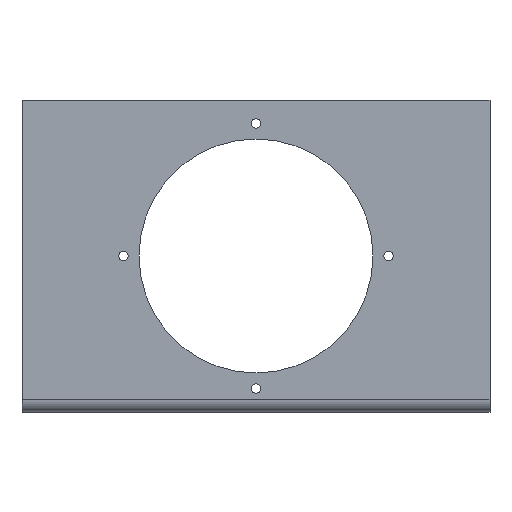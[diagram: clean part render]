
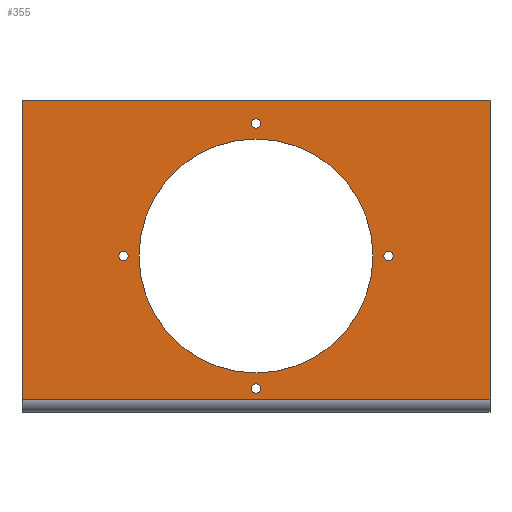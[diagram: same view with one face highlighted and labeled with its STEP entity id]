
A CAD part, left-side view. The second image highlights one B-rep face of the part: STEP entity #355.
In plain terms, the highlighted planar face has unit normal (-1, 0, 0).
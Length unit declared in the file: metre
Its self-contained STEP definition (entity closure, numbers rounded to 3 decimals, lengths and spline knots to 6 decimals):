
#20=CIRCLE('',#384,0.003);
#22=CIRCLE('',#387,0.003);
#24=CIRCLE('',#390,0.003);
#26=CIRCLE('',#393,0.003);
#28=CIRCLE('',#396,0.075);
#69=ORIENTED_EDGE('',*,*,#139,.F.);
#70=ORIENTED_EDGE('',*,*,#141,.F.);
#71=ORIENTED_EDGE('',*,*,#143,.F.);
#72=ORIENTED_EDGE('',*,*,#145,.F.);
#73=ORIENTED_EDGE('',*,*,#147,.F.);
#74=ORIENTED_EDGE('',*,*,#138,.F.);
#75=ORIENTED_EDGE('',*,*,#150,.F.);
#76=ORIENTED_EDGE('',*,*,#134,.T.);
#77=ORIENTED_EDGE('',*,*,#151,.T.);
#134=EDGE_CURVE('',#174,#176,#206,.T.);
#138=EDGE_CURVE('',#180,#178,#210,.T.);
#139=EDGE_CURVE('',#181,#181,#20,.T.);
#141=EDGE_CURVE('',#183,#183,#22,.T.);
#143=EDGE_CURVE('',#185,#185,#24,.T.);
#145=EDGE_CURVE('',#187,#187,#26,.T.);
#147=EDGE_CURVE('',#189,#189,#28,.T.);
#150=EDGE_CURVE('',#174,#180,#212,.T.);
#151=EDGE_CURVE('',#176,#178,#213,.T.);
#174=VERTEX_POINT('',#528);
#176=VERTEX_POINT('',#532);
#178=VERTEX_POINT('',#537);
#180=VERTEX_POINT('',#541);
#181=VERTEX_POINT('',#545);
#183=VERTEX_POINT('',#550);
#185=VERTEX_POINT('',#555);
#187=VERTEX_POINT('',#560);
#189=VERTEX_POINT('',#565);
#206=LINE('',#533,#230);
#210=LINE('',#542,#234);
#212=LINE('',#570,#236);
#213=LINE('',#572,#237);
#230=VECTOR('',#427,1.);
#234=VECTOR('',#433,1.);
#236=VECTOR('',#467,1.);
#237=VECTOR('',#470,1.);
#264=EDGE_LOOP('',(#69));
#265=EDGE_LOOP('',(#70));
#266=EDGE_LOOP('',(#71));
#267=EDGE_LOOP('',(#72));
#268=EDGE_LOOP('',(#73));
#269=EDGE_LOOP('',(#74,#75,#76,#77));
#306=FACE_BOUND('',#264,.T.);
#307=FACE_BOUND('',#265,.T.);
#308=FACE_BOUND('',#266,.T.);
#309=FACE_BOUND('',#267,.T.);
#310=FACE_BOUND('',#268,.T.);
#311=FACE_BOUND('',#269,.T.);
#338=PLANE('',#399);
#355=ADVANCED_FACE('',(#306,#307,#308,#309,#310,#311),#338,.T.);
#384=AXIS2_PLACEMENT_3D('',#544,#436,#437);
#387=AXIS2_PLACEMENT_3D('',#549,#442,#443);
#390=AXIS2_PLACEMENT_3D('',#554,#448,#449);
#393=AXIS2_PLACEMENT_3D('',#559,#454,#455);
#396=AXIS2_PLACEMENT_3D('',#564,#460,#461);
#399=AXIS2_PLACEMENT_3D('',#571,#468,#469);
#427=DIRECTION('',(0.,0.,-1.));
#433=DIRECTION('',(0.,0.,-1.));
#436=DIRECTION('',(-1.,0.,0.));
#437=DIRECTION('',(0.,0.,1.));
#442=DIRECTION('',(-1.,0.,0.));
#443=DIRECTION('',(0.,0.,1.));
#448=DIRECTION('',(-1.,0.,0.));
#449=DIRECTION('',(0.,0.,1.));
#454=DIRECTION('',(-1.,0.,0.));
#455=DIRECTION('',(0.,0.,1.));
#460=DIRECTION('',(-1.,0.,0.));
#461=DIRECTION('',(0.,0.,1.));
#467=DIRECTION('',(0.,-1.,0.));
#468=DIRECTION('',(-1.,0.,0.));
#469=DIRECTION('',(0.,0.,1.));
#470=DIRECTION('',(0.,-1.,0.));
#528=CARTESIAN_POINT('',(0.,0.,0.2));
#532=CARTESIAN_POINT('',(0.,0.,0.008));
#533=CARTESIAN_POINT('',(0.,0.,0.025));
#537=CARTESIAN_POINT('',(0.,-0.3,0.008));
#541=CARTESIAN_POINT('',(0.,-0.3,0.2));
#542=CARTESIAN_POINT('',(0.,-0.3,0.025));
#544=CARTESIAN_POINT('',(0.,-0.15,0.185));
#545=CARTESIAN_POINT('',(0.,-0.15,0.188));
#549=CARTESIAN_POINT('',(0.,-0.235,0.1));
#550=CARTESIAN_POINT('',(0.,-0.235,0.103));
#554=CARTESIAN_POINT('',(0.,-0.15,0.015));
#555=CARTESIAN_POINT('',(0.,-0.15,0.018));
#559=CARTESIAN_POINT('',(0.,-0.065,0.1));
#560=CARTESIAN_POINT('',(0.,-0.065,0.103));
#564=CARTESIAN_POINT('',(0.,-0.15,0.1));
#565=CARTESIAN_POINT('',(0.,-0.15,0.175));
#570=CARTESIAN_POINT('',(0.,0.,0.2));
#571=CARTESIAN_POINT('',(0.,0.,0.025));
#572=CARTESIAN_POINT('',(0.,0.,0.008));
